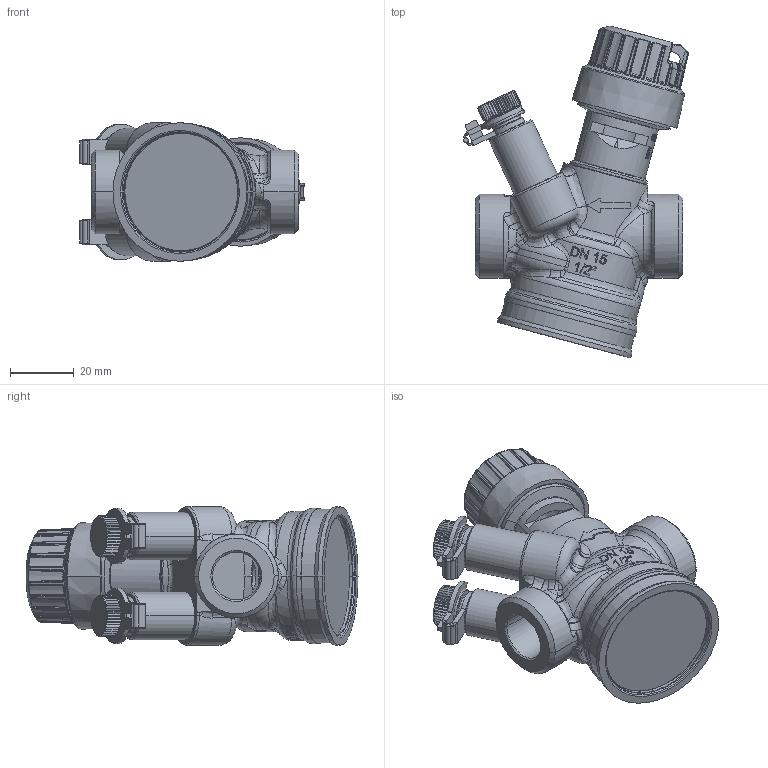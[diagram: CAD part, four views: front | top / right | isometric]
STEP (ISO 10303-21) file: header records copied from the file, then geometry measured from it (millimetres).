
FILE_DESCRIPTION((''),'2;1');
FILE_NAME('003Z8201_ASM_1_ASM','2019-08-19T',('U258099'),('Danfoss'),'CREO PARAMETRIC BY PTC INC, 2015480','CREO PARAMETRIC BY PTC INC, 2015480','');
FILE_SCHEMA(('CONFIG_CONTROL_DESIGN'));
Products named in the file (13): 89053020_1; 89053960_1; 89054020_MARKING_1; 89054710_1; 89054720_1; 89054760_1; 89054770_1; 54590450_1; 89054750_ASM_1_ASM; 89054730_1; 89054740_1; 89054360_1; 003Z8201_ASM_1_ASM
Assembly tree (13 placements, depth 3):
  003Z8201_ASM_1_ASM
    89053020_1
    89053960_1
    89054020_MARKING_1
    89054750_ASM_1_ASM  x2
      89054710_1
      89054720_1
      89054760_1
      89054770_1
      54590450_1
    89054730_1
    89054740_1
    89054360_1
Bounding box: 70.44 x 104.06 x 43.4 mm (x, y, z)
Volume: 64615.5 mm3; surface area: 44706.2 mm2
Topology: 16 solids, 16 shells, 3544 faces, 9792 edges, 6382 vertices
Faces by surface type: bspline 1424, plane 781, cylinder 445, cone 377, torus 258, extrusion 207, sphere 52
Entity records: 160381 total; most frequent: CARTESIAN_POINT 87830, ORIENTED_EDGE 17880, DIRECTION 10572, EDGE_CURVE 8940, VERTEX_POINT 5850, B_SPLINE_CURVE_WITH_KNOTS 4216, AXIS2_PLACEMENT_3D 3767, EDGE_LOOP 3450
